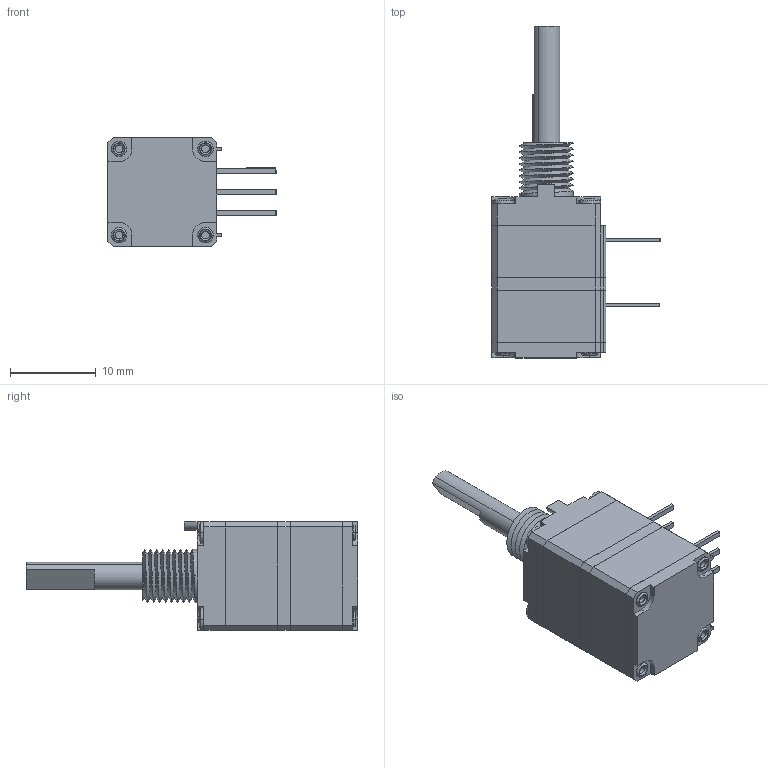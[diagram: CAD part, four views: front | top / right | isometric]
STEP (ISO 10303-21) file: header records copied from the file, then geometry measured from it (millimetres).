
FILE_DESCRIPTION((''),'2;1');
FILE_NAME('P260S-S1AF','2021-05-01T',('eng08'),(''),'PRO/ENGINEER BY PARAMETRIC TECHNOLOGY CORPORATION, 2012480','PRO/ENGINEER BY PARAMETRIC TECHNOLOGY CORPORATION, 2012480','');
FILE_SCHEMA(('CONFIG_CONTROL_DESIGN'));
Length unit declared in the file: inch
Products named in the file (1): P260S-S1AF
Bounding box: 19.66 x 38.81 x 12.71 mm (x, y, z)
Volume: 2186.4 mm3; surface area: 4506.6 mm2
Topology: 2 solids, 2 shells, 458 faces, 1131 edges, 726 vertices
Faces by surface type: plane 235, cylinder 165, torus 28, cone 16, revolution 8, bspline 6
Entity records: 17364 total; most frequent: CARTESIAN_POINT 4029, DIRECTION 2429, ORIENTED_EDGE 2246, EDGE_CURVE 1123, AXIS2_PLACEMENT_3D 895, VERTEX_POINT 726, VECTOR 631, LINE 631
